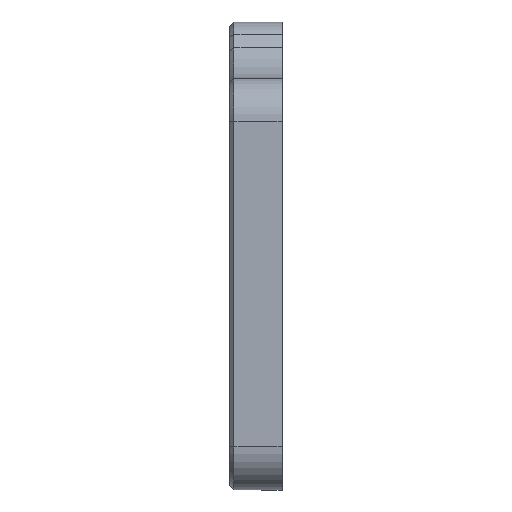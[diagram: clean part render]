
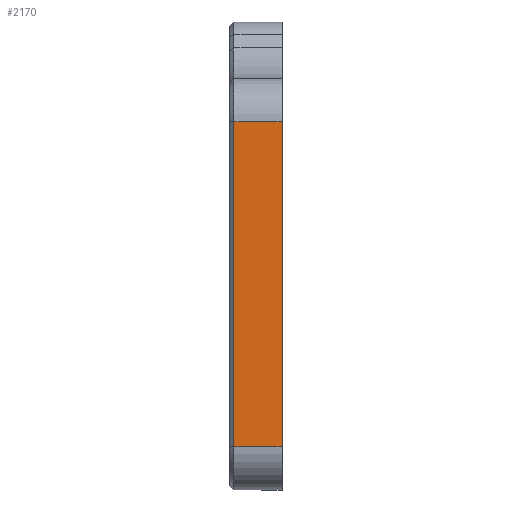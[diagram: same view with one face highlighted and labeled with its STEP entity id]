
A CAD part, front view. The second image highlights one B-rep face of the part: STEP entity #2170.
In plain terms, the highlighted planar face has unit normal (0, -1, 0).
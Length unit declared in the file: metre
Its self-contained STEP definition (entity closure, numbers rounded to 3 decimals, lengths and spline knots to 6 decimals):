
#35=B_SPLINE_CURVE_WITH_KNOTS('',3,(#3702,#3703,#3704,#3705),
 .UNSPECIFIED.,.F.,.F.,(4,4),(0.,1.),.UNSPECIFIED.);
#36=B_SPLINE_CURVE_WITH_KNOTS('',3,(#3709,#3710,#3711,#3712),
 .UNSPECIFIED.,.F.,.F.,(4,4),(0.,1.),.UNSPECIFIED.);
#117=PLANE('',#2410);
#694=ORIENTED_EDGE('',*,*,#1059,.F.);
#695=ORIENTED_EDGE('',*,*,#1125,.T.);
#696=ORIENTED_EDGE('',*,*,#1126,.F.);
#697=ORIENTED_EDGE('',*,*,#1088,.F.);
#698=ORIENTED_EDGE('',*,*,#1124,.T.);
#699=ORIENTED_EDGE('',*,*,#1123,.F.);
#1059=EDGE_CURVE('',#1307,#1308,#1483,.T.);
#1088=EDGE_CURVE('',#1324,#1325,#1501,.T.);
#1123=EDGE_CURVE('',#1308,#1350,#1517,.T.);
#1124=EDGE_CURVE('',#1324,#1350,#35,.T.);
#1125=EDGE_CURVE('',#1307,#1351,#1518,.T.);
#1126=EDGE_CURVE('',#1325,#1351,#36,.F.);
#1307=VERTEX_POINT('',#3565);
#1308=VERTEX_POINT('',#3569);
#1324=VERTEX_POINT('',#3631);
#1325=VERTEX_POINT('',#3633);
#1350=VERTEX_POINT('',#3701);
#1351=VERTEX_POINT('',#3708);
#1483=LINE('',#3570,#1658);
#1501=LINE('',#3632,#1676);
#1517=LINE('',#3700,#1692);
#1518=LINE('',#3707,#1693);
#1658=VECTOR('',#2844,1.);
#1676=VECTOR('',#2910,1.);
#1692=VECTOR('',#2980,1.);
#1693=VECTOR('',#2983,1.);
#1839=EDGE_LOOP('',(#694,#695,#696,#697,#698,#699));
#2001=FACE_BOUND('',#1839,.T.);
#2170=ADVANCED_FACE('',(#2001),#117,.T.);
#2410=AXIS2_PLACEMENT_3D('',#3706,#2981,#2982);
#2844=DIRECTION('',(0.,0.,1.));
#2910=DIRECTION('',(0.,0.,-1.));
#2980=DIRECTION('',(1.,0.,0.));
#2981=DIRECTION('',(0.,-1.,0.));
#2982=DIRECTION('',(1.,0.,0.));
#2983=DIRECTION('',(1.,0.,0.));
#3565=CARTESIAN_POINT('',(0.00831,-0.13843,-0.053984));
#3569=CARTESIAN_POINT('',(0.00831,-0.13843,-0.022984));
#3570=CARTESIAN_POINT('',(0.00831,-0.13843,-0.024484));
#3631=CARTESIAN_POINT('',(0.01291,-0.13843,-0.022984));
#3632=CARTESIAN_POINT('',(0.01291,-0.13843,-0.040534));
#3633=CARTESIAN_POINT('',(0.01291,-0.13843,-0.053984));
#3700=CARTESIAN_POINT('',(0.00831,-0.13843,-0.022984));
#3701=CARTESIAN_POINT('',(0.01091,-0.13843,-0.022984));
#3702=CARTESIAN_POINT('',(0.01291,-0.13843,-0.022984));
#3703=CARTESIAN_POINT('',(0.012243,-0.13843,-0.022984));
#3704=CARTESIAN_POINT('',(0.011577,-0.13843,-0.022984));
#3705=CARTESIAN_POINT('',(0.01091,-0.13843,-0.022984));
#3706=CARTESIAN_POINT('',(0.0079,-0.13843,-0.022974));
#3707=CARTESIAN_POINT('',(0.00831,-0.13843,-0.053984));
#3708=CARTESIAN_POINT('',(0.01091,-0.13843,-0.053984));
#3709=CARTESIAN_POINT('',(0.01091,-0.13843,-0.053984));
#3710=CARTESIAN_POINT('',(0.011577,-0.13843,-0.053984));
#3711=CARTESIAN_POINT('',(0.012243,-0.13843,-0.053984));
#3712=CARTESIAN_POINT('',(0.01291,-0.13843,-0.053984));
